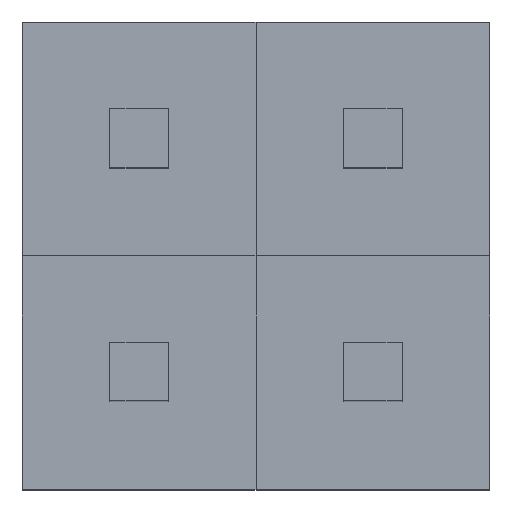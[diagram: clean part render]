
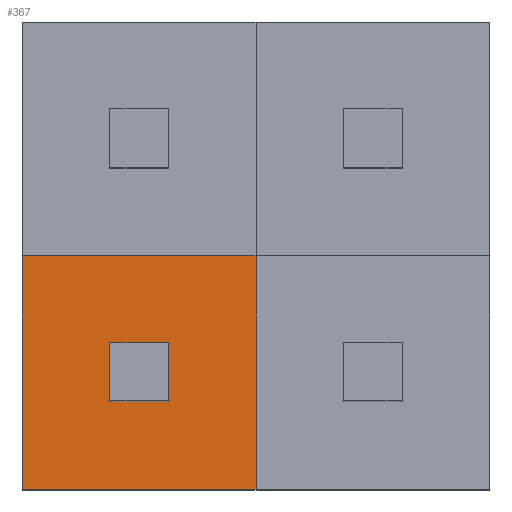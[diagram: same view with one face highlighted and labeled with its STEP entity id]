
A CAD part, top view. The second image highlights one B-rep face of the part: STEP entity #367.
In plain terms, the highlighted planar face has unit normal (0, 0, 1).
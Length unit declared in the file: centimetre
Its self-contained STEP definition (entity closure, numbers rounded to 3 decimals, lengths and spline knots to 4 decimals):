
#121=VERTEX_POINT('',#513);
#122=VERTEX_POINT('',#514);
#125=VERTEX_POINT('',#522);
#127=VERTEX_POINT('',#528);
#129=VERTEX_POINT('',#537);
#130=VERTEX_POINT('',#538);
#133=VERTEX_POINT('',#546);
#135=VERTEX_POINT('',#552);
#149=VECTOR('',#420,1.);
#153=VECTOR('',#425,1.);
#156=VECTOR('',#429,1.);
#159=VECTOR('',#433,1.);
#161=VECTOR('',#436,1.);
#165=VECTOR('',#441,1.);
#168=VECTOR('',#445,1.);
#171=VECTOR('',#449,1.);
#185=LINE('',#512,#149);
#189=LINE('',#521,#153);
#192=LINE('',#527,#156);
#195=LINE('',#533,#159);
#197=LINE('',#536,#161);
#201=LINE('',#545,#165);
#204=LINE('',#551,#168);
#207=LINE('',#557,#171);
#221=EDGE_CURVE('',#121,#122,#185,.T.);
#225=EDGE_CURVE('',#122,#125,#189,.T.);
#228=EDGE_CURVE('',#125,#127,#192,.T.);
#231=EDGE_CURVE('',#127,#121,#195,.T.);
#233=EDGE_CURVE('',#129,#130,#197,.T.);
#237=EDGE_CURVE('',#130,#133,#201,.T.);
#240=EDGE_CURVE('',#133,#135,#204,.T.);
#243=EDGE_CURVE('',#135,#129,#207,.T.);
#301=ORIENTED_EDGE('',*,*,#221,.T.);
#302=ORIENTED_EDGE('',*,*,#225,.T.);
#303=ORIENTED_EDGE('',*,*,#228,.T.);
#304=ORIENTED_EDGE('',*,*,#231,.T.);
#305=ORIENTED_EDGE('',*,*,#233,.F.);
#306=ORIENTED_EDGE('',*,*,#243,.F.);
#307=ORIENTED_EDGE('',*,*,#240,.F.);
#308=ORIENTED_EDGE('',*,*,#237,.F.);
#331=EDGE_LOOP('',(#301,#302,#303,#304));
#332=EDGE_LOOP('',(#305,#306,#307,#308));
#349=FACE_BOUND('',#331,.T.);
#350=FACE_BOUND('',#332,.T.);
#367=ADVANCED_FACE('',(#349,#350),#591,.T.);
#383=AXIS2_PLACEMENT_3D('',#559,#451,$);
#420=DIRECTION('',(1.,0.,0.));
#425=DIRECTION('',(0.,-1.,0.));
#429=DIRECTION('',(-1.,0.,0.));
#433=DIRECTION('',(0.,1.,0.));
#436=DIRECTION('',(1.,0.,0.));
#441=DIRECTION('',(0.,-1.,0.));
#445=DIRECTION('',(-1.,0.,0.));
#449=DIRECTION('',(0.,1.,0.));
#451=DIRECTION('',(0.,0.,1.));
#512=CARTESIAN_POINT('',(0.,0.0318,0.254));
#513=CARTESIAN_POINT('',(-0.0318,0.0318,0.254));
#514=CARTESIAN_POINT('',(0.0318,0.0318,0.254));
#521=CARTESIAN_POINT('',(0.0318,0.,0.254));
#522=CARTESIAN_POINT('',(0.0318,-0.0318,0.254));
#527=CARTESIAN_POINT('',(0.,-0.0318,0.254));
#528=CARTESIAN_POINT('',(-0.0318,-0.0318,0.254));
#533=CARTESIAN_POINT('',(-0.0318,0.,0.254));
#536=CARTESIAN_POINT('',(0.127,0.127,0.254));
#537=CARTESIAN_POINT('',(-0.127,0.127,0.254));
#538=CARTESIAN_POINT('',(0.127,0.127,0.254));
#545=CARTESIAN_POINT('',(0.127,-0.127,0.254));
#546=CARTESIAN_POINT('',(0.127,-0.127,0.254));
#551=CARTESIAN_POINT('',(-0.127,-0.127,0.254));
#552=CARTESIAN_POINT('',(-0.127,-0.127,0.254));
#557=CARTESIAN_POINT('',(-0.127,0.127,0.254));
#559=CARTESIAN_POINT('',(0.,0.,0.254));
#591=PLANE('',#383);
